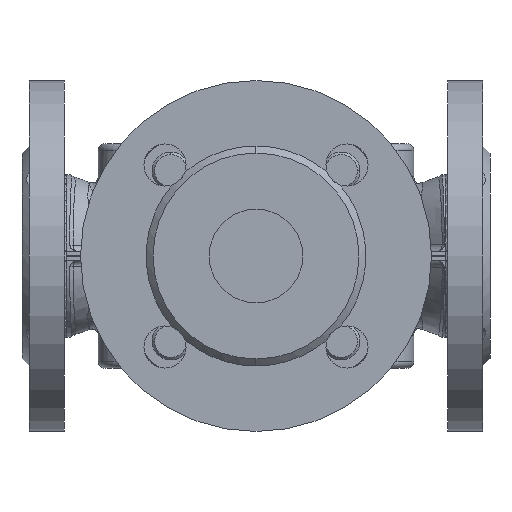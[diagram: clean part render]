
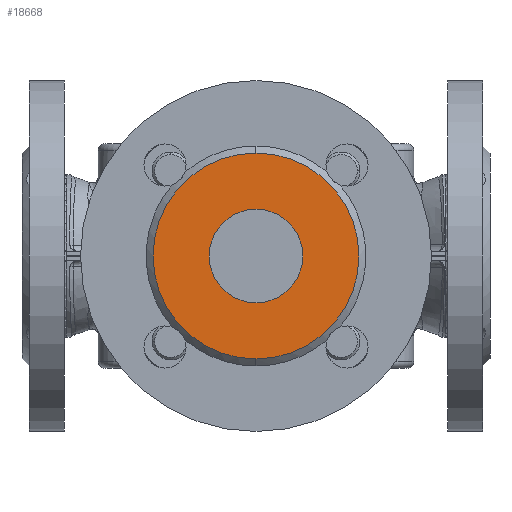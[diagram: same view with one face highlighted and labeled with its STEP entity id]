
A CAD part, front view. The second image highlights one B-rep face of the part: STEP entity #18668.
In plain terms, the highlighted planar face has unit normal (0, -1, 0).
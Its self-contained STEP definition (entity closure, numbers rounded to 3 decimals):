
#508 = CIRCLE ( 'NONE', #108113, 20. ) ;
#8854 = DIRECTION ( 'NONE',  ( 0., 0., 1. ) ) ;
#9317 = ORIENTED_EDGE ( 'NONE', *, *, #42707, .F. ) ;
#18668 = ADVANCED_FACE ( 'NONE', ( #47680, #125891 ), #182481, .F. ) ;
#25280 = EDGE_LOOP ( 'NONE', ( #184957, #9317 ) ) ;
#32184 = VERTEX_POINT ( 'NONE', #73812 ) ;
#41667 = CARTESIAN_POINT ( 'NONE',  ( 20., -149., 0. ) ) ;
#42707 = EDGE_CURVE ( 'NONE', #154393, #73272, #96786, .T. ) ;
#43357 = ORIENTED_EDGE ( 'NONE', *, *, #70519, .F. ) ;
#43883 = EDGE_CURVE ( 'NONE', #180851, #32184, #114054, .T. ) ;
#46223 = CARTESIAN_POINT ( 'NONE',  ( 0., -149., -44. ) ) ;
#47680 = FACE_BOUND ( 'NONE', #76290, .T. ) ;
#54286 = AXIS2_PLACEMENT_3D ( 'NONE', #41667, #149656, #8854 ) ;
#60513 = CARTESIAN_POINT ( 'NONE',  ( 0., -149., 44. ) ) ;
#65195 = DIRECTION ( 'NONE',  ( 0., -1., 0. ) ) ;
#70519 = EDGE_CURVE ( 'NONE', #32184, #180851, #508, .T. ) ;
#73272 = VERTEX_POINT ( 'NONE', #60513 ) ;
#73812 = CARTESIAN_POINT ( 'NONE',  ( 0., -149., -20. ) ) ;
#74453 = CARTESIAN_POINT ( 'NONE',  ( 0., -149., 0. ) ) ;
#75700 = DIRECTION ( 'NONE',  ( 0., -1., 0. ) ) ;
#76290 = EDGE_LOOP ( 'NONE', ( #43357, #141250 ) ) ;
#81332 = CARTESIAN_POINT ( 'NONE',  ( 0., -149., 0. ) ) ;
#83948 = AXIS2_PLACEMENT_3D ( 'NONE', #74453, #183816, #90160 ) ;
#90160 = DIRECTION ( 'NONE',  ( 0., 0., 1. ) ) ;
#96786 = CIRCLE ( 'NONE', #83948, 44. ) ;
#97120 = DIRECTION ( 'NONE',  ( 0., 0., 1. ) ) ;
#105192 = AXIS2_PLACEMENT_3D ( 'NONE', #81332, #190761, #97120 ) ;
#108113 = AXIS2_PLACEMENT_3D ( 'NONE', #169342, #75700, #185071 ) ;
#114054 = CIRCLE ( 'NONE', #184839, 20. ) ;
#125891 = FACE_OUTER_BOUND ( 'NONE', #25280, .T. ) ;
#141250 = ORIENTED_EDGE ( 'NONE', *, *, #43883, .F. ) ;
#149656 = DIRECTION ( 'NONE',  ( 0., 1., 0. ) ) ;
#154393 = VERTEX_POINT ( 'NONE', #46223 ) ;
#158811 = CARTESIAN_POINT ( 'NONE',  ( 0., -149., 0. ) ) ;
#169342 = CARTESIAN_POINT ( 'NONE',  ( 0., -149., 0. ) ) ;
#173766 = EDGE_CURVE ( 'NONE', #73272, #154393, #185646, .T. ) ;
#174557 = DIRECTION ( 'NONE',  ( 0., 0., -1. ) ) ;
#180851 = VERTEX_POINT ( 'NONE', #202185 ) ;
#182481 = PLANE ( 'NONE',  #54286 ) ;
#183816 = DIRECTION ( 'NONE',  ( 0., 1., 0. ) ) ;
#184839 = AXIS2_PLACEMENT_3D ( 'NONE', #158811, #65195, #174557 ) ;
#184957 = ORIENTED_EDGE ( 'NONE', *, *, #173766, .F. ) ;
#185071 = DIRECTION ( 'NONE',  ( 0., 0., -1. ) ) ;
#185646 = CIRCLE ( 'NONE', #105192, 44. ) ;
#190761 = DIRECTION ( 'NONE',  ( 0., 1., 0. ) ) ;
#202185 = CARTESIAN_POINT ( 'NONE',  ( 0., -149., 20. ) ) ;
